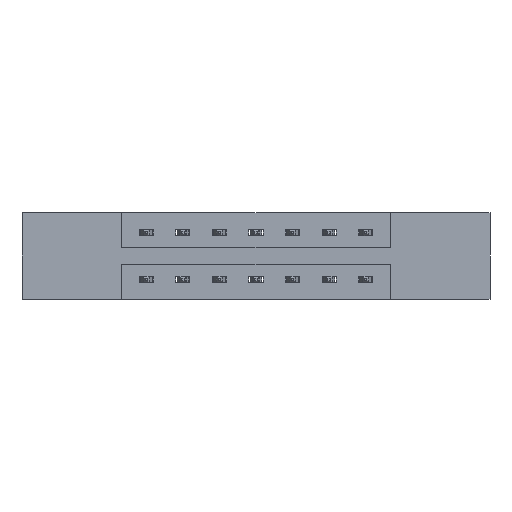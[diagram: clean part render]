
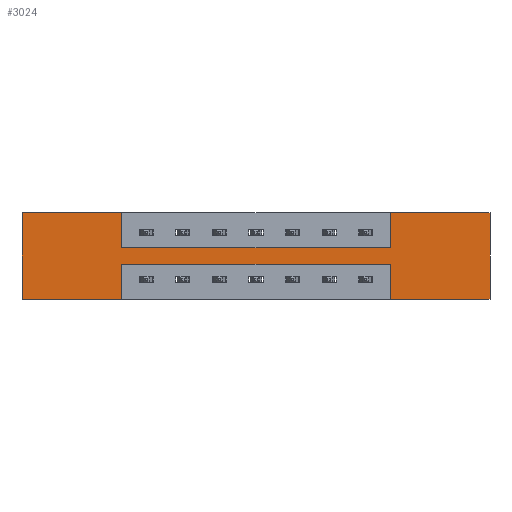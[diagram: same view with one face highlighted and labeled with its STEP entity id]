
A CAD part, front view. The second image highlights one B-rep face of the part: STEP entity #3024.
In plain terms, the highlighted planar face has unit normal (0, -1, 0).
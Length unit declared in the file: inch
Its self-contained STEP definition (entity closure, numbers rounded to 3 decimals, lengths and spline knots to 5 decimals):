
#55 = CARTESIAN_POINT ( 'NONE',  ( 0.425, 0., -0.22 ) ) ;
#85 = DIRECTION ( 'NONE',  ( 0., 0., -1. ) ) ;
#210 = CARTESIAN_POINT ( 'NONE',  ( 0., 0., 0. ) ) ;
#370 = EDGE_CURVE ( 'NONE', #1492, #4733, #5071, .T. ) ;
#390 = VERTEX_POINT ( 'NONE', #8256 ) ;
#609 = CARTESIAN_POINT ( 'NONE',  ( 1.998, 0., -0.37 ) ) ;
#641 = DIRECTION ( 'NONE',  ( -1., 0., 0. ) ) ;
#860 = VERTEX_POINT ( 'NONE', #2962 ) ;
#1059 = EDGE_CURVE ( 'NONE', #7842, #390, #9142, .T. ) ;
#1079 = ORIENTED_EDGE ( 'NONE', *, *, #7323, .F. ) ;
#1315 = EDGE_CURVE ( 'NONE', #390, #6872, #2515, .T. ) ;
#1341 = ORIENTED_EDGE ( 'NONE', *, *, #1712, .F. ) ;
#1490 = VECTOR ( 'NONE', #9455, 39.37008 ) ;
#1492 = VERTEX_POINT ( 'NONE', #8864 ) ;
#1512 = CARTESIAN_POINT ( 'NONE',  ( 0., 0., -0.37 ) ) ;
#1674 = EDGE_CURVE ( 'NONE', #9120, #4342, #7671, .T. ) ;
#1682 = DIRECTION ( 'NONE',  ( 0., -1., 0. ) ) ;
#1712 = EDGE_CURVE ( 'NONE', #9813, #6979, #9132, .T. ) ;
#1772 = VECTOR ( 'NONE', #4470, 39.37008 ) ;
#1841 = LINE ( 'NONE', #8826, #5832 ) ;
#2033 = DIRECTION ( 'NONE',  ( 0., 0., 1. ) ) ;
#2281 = VERTEX_POINT ( 'NONE', #8100 ) ;
#2381 = EDGE_CURVE ( 'NONE', #6872, #9813, #2486, .T. ) ;
#2417 = ORIENTED_EDGE ( 'NONE', *, *, #3411, .F. ) ;
#2486 = LINE ( 'NONE', #9716, #3354 ) ;
#2515 = LINE ( 'NONE', #3067, #5654 ) ;
#2610 = ORIENTED_EDGE ( 'NONE', *, *, #370, .F. ) ;
#2962 = CARTESIAN_POINT ( 'NONE',  ( 0., 0., 0. ) ) ;
#2971 = CARTESIAN_POINT ( 'NONE',  ( 1.573, 0., -0.37 ) ) ;
#3022 = ORIENTED_EDGE ( 'NONE', *, *, #6639, .F. ) ;
#3024 = ADVANCED_FACE ( 'NONE', ( #4402 ), #4740, .T. ) ;
#3067 = CARTESIAN_POINT ( 'NONE',  ( 0., 0., 0. ) ) ;
#3319 = DIRECTION ( 'NONE',  ( 1., 0., 0. ) ) ;
#3330 = CARTESIAN_POINT ( 'NONE',  ( 0.425, 0., -0.37 ) ) ;
#3354 = VECTOR ( 'NONE', #9650, 39.37008 ) ;
#3411 = EDGE_CURVE ( 'NONE', #860, #1492, #7386, .T. ) ;
#3807 = CARTESIAN_POINT ( 'NONE',  ( 0.425, 0., -0.37 ) ) ;
#4052 = CARTESIAN_POINT ( 'NONE',  ( 1.573, 0., -0.37 ) ) ;
#4129 = CARTESIAN_POINT ( 'NONE',  ( 0.425, 0., 0. ) ) ;
#4143 = DIRECTION ( 'NONE',  ( 1., 0., 0. ) ) ;
#4342 = VERTEX_POINT ( 'NONE', #1512 ) ;
#4402 = FACE_OUTER_BOUND ( 'NONE', #9527, .T. ) ;
#4470 = DIRECTION ( 'NONE',  ( -1., 0., 0. ) ) ;
#4473 = ORIENTED_EDGE ( 'NONE', *, *, #1059, .F. ) ;
#4542 = DIRECTION ( 'NONE',  ( 0., 0., -1. ) ) ;
#4556 = ORIENTED_EDGE ( 'NONE', *, *, #1315, .F. ) ;
#4568 = CARTESIAN_POINT ( 'NONE',  ( 1.573, 0., -0.15 ) ) ;
#4583 = EDGE_CURVE ( 'NONE', #2281, #8376, #1841, .T. ) ;
#4733 = VERTEX_POINT ( 'NONE', #9697 ) ;
#4740 = PLANE ( 'NONE',  #8380 ) ;
#4753 = VECTOR ( 'NONE', #4143, 39.37008 ) ;
#5004 = LINE ( 'NONE', #4052, #1490 ) ;
#5071 = LINE ( 'NONE', #4129, #8051 ) ;
#5196 = CARTESIAN_POINT ( 'NONE',  ( 0., 0., 0. ) ) ;
#5226 = LINE ( 'NONE', #7949, #4753 ) ;
#5322 = CARTESIAN_POINT ( 'NONE',  ( 0., 0., -0.37 ) ) ;
#5581 = CARTESIAN_POINT ( 'NONE',  ( 0., 0., -0.37 ) ) ;
#5654 = VECTOR ( 'NONE', #9218, 39.37008 ) ;
#5711 = ORIENTED_EDGE ( 'NONE', *, *, #2381, .F. ) ;
#5832 = VECTOR ( 'NONE', #7180, 39.37008 ) ;
#6162 = CARTESIAN_POINT ( 'NONE',  ( 0., 0., -0.37 ) ) ;
#6269 = LINE ( 'NONE', #3807, #8291 ) ;
#6639 = EDGE_CURVE ( 'NONE', #6979, #2281, #5004, .T. ) ;
#6729 = CARTESIAN_POINT ( 'NONE',  ( 1.573, 0., 0. ) ) ;
#6856 = ORIENTED_EDGE ( 'NONE', *, *, #1674, .F. ) ;
#6872 = VERTEX_POINT ( 'NONE', #8229 ) ;
#6979 = VERTEX_POINT ( 'NONE', #2971 ) ;
#7095 = VECTOR ( 'NONE', #2033, 39.37008 ) ;
#7180 = DIRECTION ( 'NONE',  ( -1., 0., 0. ) ) ;
#7241 = LINE ( 'NONE', #5196, #8064 ) ;
#7323 = EDGE_CURVE ( 'NONE', #4733, #7842, #5226, .T. ) ;
#7386 = LINE ( 'NONE', #210, #8239 ) ;
#7671 = LINE ( 'NONE', #6162, #9603 ) ;
#7738 = ORIENTED_EDGE ( 'NONE', *, *, #8254, .F. ) ;
#7746 = ORIENTED_EDGE ( 'NONE', *, *, #9401, .F. ) ;
#7842 = VERTEX_POINT ( 'NONE', #4568 ) ;
#7848 = DIRECTION ( 'NONE',  ( 0., 0., -1. ) ) ;
#7949 = CARTESIAN_POINT ( 'NONE',  ( 0.425, 0., -0.15 ) ) ;
#8051 = VECTOR ( 'NONE', #85, 39.37008 ) ;
#8064 = VECTOR ( 'NONE', #8312, 39.37008 ) ;
#8100 = CARTESIAN_POINT ( 'NONE',  ( 1.573, 0., -0.22 ) ) ;
#8163 = ORIENTED_EDGE ( 'NONE', *, *, #4583, .F. ) ;
#8229 = CARTESIAN_POINT ( 'NONE',  ( 1.998, 0., 0. ) ) ;
#8239 = VECTOR ( 'NONE', #3319, 39.37008 ) ;
#8254 = EDGE_CURVE ( 'NONE', #4342, #860, #7241, .T. ) ;
#8256 = CARTESIAN_POINT ( 'NONE',  ( 1.573, 0., 0. ) ) ;
#8291 = VECTOR ( 'NONE', #4542, 39.37008 ) ;
#8312 = DIRECTION ( 'NONE',  ( 0., 0., 1. ) ) ;
#8376 = VERTEX_POINT ( 'NONE', #55 ) ;
#8380 = AXIS2_PLACEMENT_3D ( 'NONE', #5581, #1682, #7848 ) ;
#8826 = CARTESIAN_POINT ( 'NONE',  ( 0.425, 0., -0.22 ) ) ;
#8864 = CARTESIAN_POINT ( 'NONE',  ( 0.425, 0., 0. ) ) ;
#9120 = VERTEX_POINT ( 'NONE', #3330 ) ;
#9132 = LINE ( 'NONE', #5322, #1772 ) ;
#9142 = LINE ( 'NONE', #6729, #7095 ) ;
#9218 = DIRECTION ( 'NONE',  ( 1., 0., 0. ) ) ;
#9401 = EDGE_CURVE ( 'NONE', #8376, #9120, #6269, .T. ) ;
#9455 = DIRECTION ( 'NONE',  ( 0., 0., 1. ) ) ;
#9527 = EDGE_LOOP ( 'NONE', ( #7746, #8163, #3022, #1341, #5711, #4556, #4473, #1079, #2610, #2417, #7738, #6856 ) ) ;
#9603 = VECTOR ( 'NONE', #641, 39.37008 ) ;
#9650 = DIRECTION ( 'NONE',  ( 0., 0., -1. ) ) ;
#9697 = CARTESIAN_POINT ( 'NONE',  ( 0.425, 0., -0.15 ) ) ;
#9716 = CARTESIAN_POINT ( 'NONE',  ( 1.998, 0., 0. ) ) ;
#9813 = VERTEX_POINT ( 'NONE', #609 ) ;
